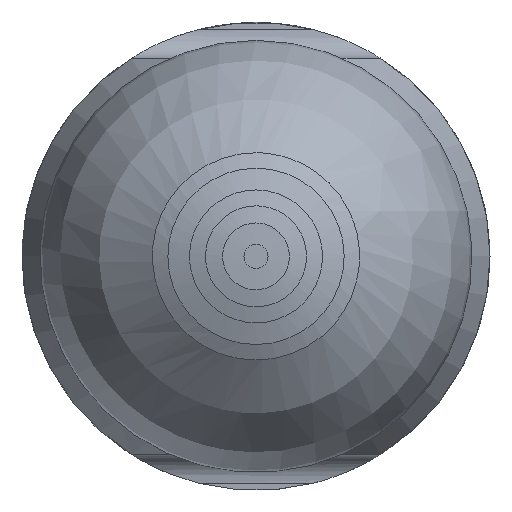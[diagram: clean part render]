
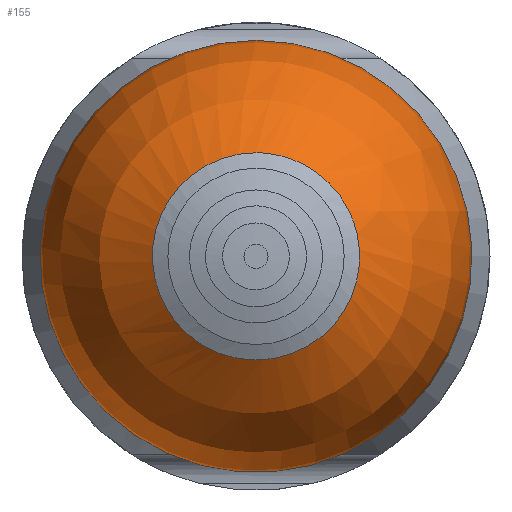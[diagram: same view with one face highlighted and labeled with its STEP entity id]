
A CAD part, left-side view. The second image highlights one B-rep face of the part: STEP entity #155.
In plain terms, the highlighted face is a revolution surface.
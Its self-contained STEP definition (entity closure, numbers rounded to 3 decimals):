
#65=(
BOUNDED_CURVE()
B_SPLINE_CURVE(3,(#576,#577,#578,#579,#580,#581,#582),.UNSPECIFIED.,.T.,
 .F.)
B_SPLINE_CURVE_WITH_KNOTS((1,3,3,3,1),(-0.5,0.,0.5,1.,1.5),
 .UNSPECIFIED.)
CURVE()
GEOMETRIC_REPRESENTATION_ITEM()
RATIONAL_B_SPLINE_CURVE((1.,0.333,0.333,1.,0.333,
0.333,1.))
REPRESENTATION_ITEM('')
);
#69=B_SPLINE_CURVE_WITH_KNOTS('',3,(#588,#589,#590,#591,#592,#593,#594),
 .UNSPECIFIED.,.F.,.F.,(4,1,1,1,4),(0.,0.25,0.5,0.75,1.),.UNSPECIFIED.);
#82=SURFACE_OF_REVOLUTION('',#69,#90);
#90=AXIS1_PLACEMENT('',#595,#457);
#125=FACE_BOUND('',#205,.T.);
#126=FACE_BOUND('',#206,.T.);
#155=ADVANCED_FACE('',(#125,#126),#82,.F.);
#205=EDGE_LOOP('',(#249));
#206=EDGE_LOOP('',(#250));
#249=ORIENTED_EDGE('',*,*,#346,.T.);
#250=ORIENTED_EDGE('',*,*,#345,.F.);
#315=VERTEX_POINT('',#583);
#316=VERTEX_POINT('',#587);
#345=EDGE_CURVE('',#315,#315,#65,.T.);
#346=EDGE_CURVE('',#316,#316,#380,.T.);
#380=CIRCLE('',#402,6.);
#402=AXIS2_PLACEMENT_3D('',#586,#455,#456);
#455=DIRECTION('',(-1.,0.,0.));
#456=DIRECTION('',(0.,0.,1.));
#457=DIRECTION('',(-1.,0.,0.));
#576=CARTESIAN_POINT('',(0.784,0.,2.877));
#577=CARTESIAN_POINT('',(0.784,5.755,2.877));
#578=CARTESIAN_POINT('',(0.784,5.755,-2.877));
#579=CARTESIAN_POINT('',(0.784,0.,-2.877));
#580=CARTESIAN_POINT('',(0.784,-5.755,-2.877));
#581=CARTESIAN_POINT('',(0.784,-5.755,2.877));
#582=CARTESIAN_POINT('',(0.784,0.,2.877));
#583=CARTESIAN_POINT('',(0.784,0.,2.877));
#586=CARTESIAN_POINT('',(6.05,0.,0.));
#587=CARTESIAN_POINT('',(6.05,0.,6.));
#588=CARTESIAN_POINT('',(0.745,-2.509,1.25));
#589=CARTESIAN_POINT('',(0.981,-3.008,1.25));
#590=CARTESIAN_POINT('',(1.594,-3.938,1.25));
#591=CARTESIAN_POINT('',(2.868,-5.024,1.25));
#592=CARTESIAN_POINT('',(4.393,-5.711,1.25));
#593=CARTESIAN_POINT('',(5.498,-5.869,1.25));
#594=CARTESIAN_POINT('',(6.05,-5.868,1.25));
#595=CARTESIAN_POINT('',(6.05,0.,0.));
